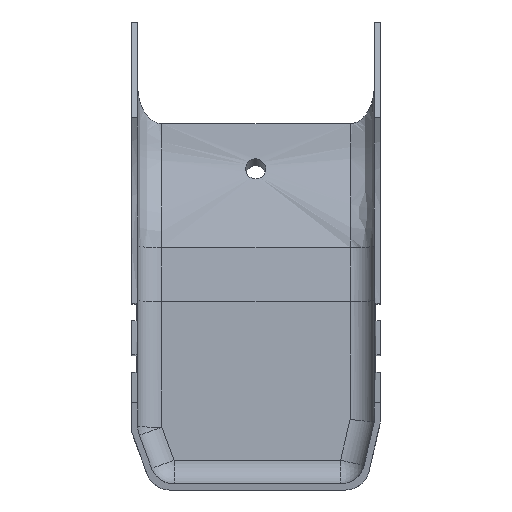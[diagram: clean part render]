
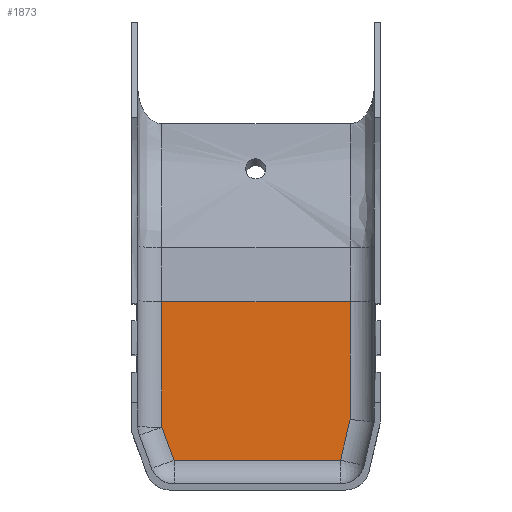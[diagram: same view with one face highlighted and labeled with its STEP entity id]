
A CAD part, front view. The second image highlights one B-rep face of the part: STEP entity #1873.
In plain terms, the highlighted planar face has unit normal (0, -1, 0.026).
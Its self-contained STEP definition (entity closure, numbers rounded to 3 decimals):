
#130=PLANE('',#2029);
#257=FACE_OUTER_BOUND('',#367,.T.);
#367=EDGE_LOOP('',(#1652,#1653,#1654,#1655,#1656,#1657));
#489=LINE('',#7678,#622);
#491=LINE('',#7690,#624);
#494=LINE('',#7701,#627);
#498=LINE('',#7710,#631);
#501=LINE('',#7718,#634);
#503=LINE('',#7721,#636);
#622=VECTOR('',#2369,10.);
#624=VECTOR('',#2383,10.);
#627=VECTOR('',#2396,10.);
#631=VECTOR('',#2406,10.);
#634=VECTOR('',#2415,10.);
#636=VECTOR('',#2419,10.);
#761=VERTEX_POINT('',#3429);
#764=VERTEX_POINT('',#3436);
#887=VERTEX_POINT('',#7665);
#891=VERTEX_POINT('',#7677);
#895=VERTEX_POINT('',#7686);
#896=VERTEX_POINT('',#7693);
#1148=EDGE_CURVE('',#891,#887,#489,.T.);
#1154=EDGE_CURVE('',#887,#895,#491,.T.);
#1160=EDGE_CURVE('',#896,#764,#494,.T.);
#1165=EDGE_CURVE('',#895,#896,#498,.T.);
#1169=EDGE_CURVE('',#761,#891,#501,.T.);
#1171=EDGE_CURVE('',#764,#761,#503,.F.);
#1652=ORIENTED_EDGE('',*,*,#1160,.F.);
#1653=ORIENTED_EDGE('',*,*,#1165,.F.);
#1654=ORIENTED_EDGE('',*,*,#1154,.F.);
#1655=ORIENTED_EDGE('',*,*,#1148,.F.);
#1656=ORIENTED_EDGE('',*,*,#1169,.F.);
#1657=ORIENTED_EDGE('',*,*,#1171,.F.);
#1873=ADVANCED_FACE('',(#257),#130,.F.);
#2029=AXIS2_PLACEMENT_3D('',#7720,#2417,#2418);
#2369=DIRECTION('',(-0.227,-0.025,-0.974));
#2383=DIRECTION('',(-1.,0.,0.));
#2396=DIRECTION('',(0.,0.026,1.));
#2406=DIRECTION('',(-0.346,0.024,0.938));
#2415=DIRECTION('',(0.,-0.026,-1.));
#2417=DIRECTION('center_axis',(0.,1.,-0.026));
#2418=DIRECTION('ref_axis',(0.,0.026,1.));
#2419=DIRECTION('',(-1.,0.,0.));
#3429=CARTESIAN_POINT('',(76.123,21.259,-82.636));
#3436=CARTESIAN_POINT('',(14.123,21.259,-82.636));
#7665=CARTESIAN_POINT('',(72.984,19.908,-134.904));
#7677=CARTESIAN_POINT('',(76.123,20.256,-121.45));
#7678=CARTESIAN_POINT('',(73.033,19.913,-134.691));
#7686=CARTESIAN_POINT('',(18.149,19.908,-134.904));
#7690=CARTESIAN_POINT('',(45.123,19.908,-134.904));
#7693=CARTESIAN_POINT('',(14.123,20.19,-123.988));
#7701=CARTESIAN_POINT('',(14.123,19.79,-139.486));
#7710=CARTESIAN_POINT('',(19.742,19.796,-139.223));
#7718=CARTESIAN_POINT('',(76.123,21.78,-62.437));
#7720=CARTESIAN_POINT('Origin',(4.123,19.937,-133.766));
#7721=CARTESIAN_POINT('',(4.123,21.259,-82.636));
